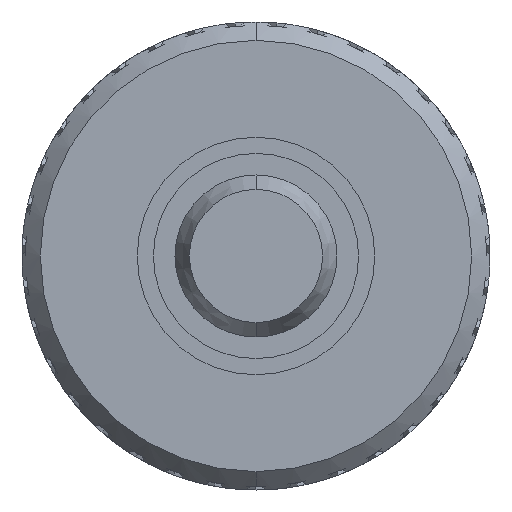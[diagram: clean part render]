
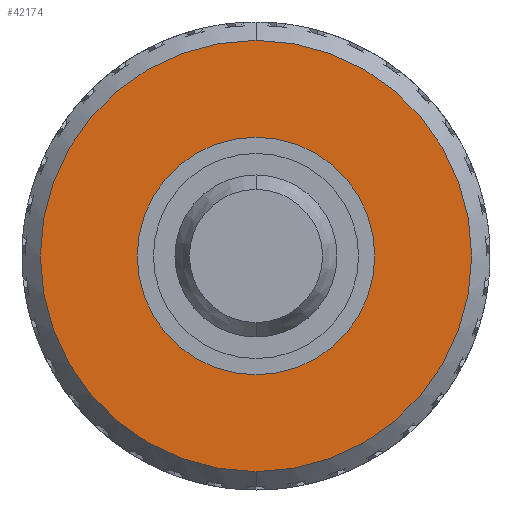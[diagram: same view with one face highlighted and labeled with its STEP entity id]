
A CAD part, front view. The second image highlights one B-rep face of the part: STEP entity #42174.
In plain terms, the highlighted planar face has unit normal (0, -1, 0).
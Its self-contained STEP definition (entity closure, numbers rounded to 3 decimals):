
#57=CARTESIAN_POINT('',(0.,-5.5,0.));
#58=DIRECTION('',(0.,1.,0.));
#59=DIRECTION('',(0.,0.,-1.));
#60=AXIS2_PLACEMENT_3D('',#57,#58,#59);
#62=CARTESIAN_POINT('',(0.,-5.5,0.));
#63=DIRECTION('',(0.,1.,0.));
#64=DIRECTION('',(0.,0.,1.));
#65=AXIS2_PLACEMENT_3D('',#62,#63,#64);
#236=CARTESIAN_POINT('',(0.,-5.5,0.));
#237=DIRECTION('',(0.,1.,0.));
#238=DIRECTION('',(0.,0.,-1.));
#239=AXIS2_PLACEMENT_3D('',#236,#237,#238);
#2456=CARTESIAN_POINT('',(0.,-5.5,0.));
#2457=DIRECTION('',(0.,-1.,0.));
#2458=DIRECTION('',(0.,0.,-1.));
#2459=AXIS2_PLACEMENT_3D('',#2456,#2457,#2458);
#37636=CARTESIAN_POINT('',(0.,-5.5,5.99));
#37638=VERTEX_POINT('',#37636);
#37648=CARTESIAN_POINT('',(0.,-5.5,-5.99));
#37649=VERTEX_POINT('',#37648);
#37662=CARTESIAN_POINT('',(0.,-5.5,-3.3));
#37663=CARTESIAN_POINT('',(0.,-5.5,3.3));
#37664=VERTEX_POINT('',#37662);
#37665=VERTEX_POINT('',#37663);
#42157=CARTESIAN_POINT('',(0.,-5.5,0.));
#42158=DIRECTION('',(0.,1.,0.));
#42159=DIRECTION('',(0.,0.,-1.));
#42160=AXIS2_PLACEMENT_3D('',#42157,#42158,#42159);
#42161=PLANE('',#42160);
#42163=ORIENTED_EDGE('',*,*,#42162,.T.);
#42165=ORIENTED_EDGE('',*,*,#42164,.F.);
#42166=EDGE_LOOP('',(#42163,#42165));
#42167=FACE_OUTER_BOUND('',#42166,.F.);
#42169=ORIENTED_EDGE('',*,*,#42168,.F.);
#42171=ORIENTED_EDGE('',*,*,#42170,.F.);
#42172=EDGE_LOOP('',(#42169,#42171));
#42173=FACE_BOUND('',#42172,.F.);
#61=CIRCLE('',#60,3.3);
#66=CIRCLE('',#65,3.3);
#240=CIRCLE('',#239,5.99);
#2460=CIRCLE('',#2459,5.99);
#42162=EDGE_CURVE('',#37649,#37638,#240,.T.);
#42164=EDGE_CURVE('',#37649,#37638,#2460,.T.);
#42168=EDGE_CURVE('',#37664,#37665,#61,.T.);
#42170=EDGE_CURVE('',#37665,#37664,#66,.T.);
#42174=ADVANCED_FACE('',(#42167,#42173),#42161,.F.);
